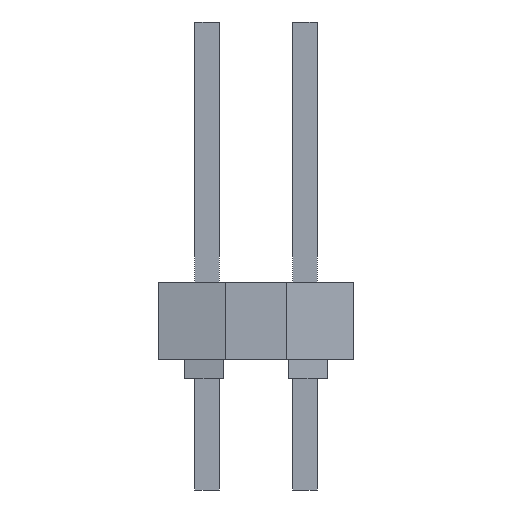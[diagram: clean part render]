
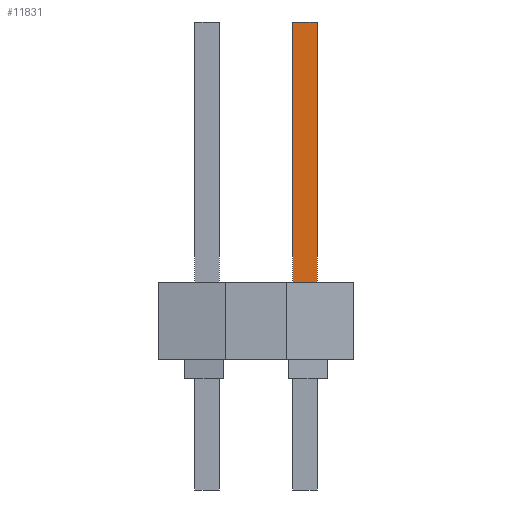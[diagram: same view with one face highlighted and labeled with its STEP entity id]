
A CAD part, front view. The second image highlights one B-rep face of the part: STEP entity #11831.
In plain terms, the highlighted planar face has unit normal (0, -1, 0).
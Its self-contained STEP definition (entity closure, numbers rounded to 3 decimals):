
#241=DIRECTION('',(1.,0.,0.));
#242=VECTOR('',#241,0.635);
#243=CARTESIAN_POINT('',(0.953,-7.938,2.5));
#244=LINE('',#243,#242);
#4714=DIRECTION('',(0.,0.,1.));
#4715=VECTOR('',#4714,6.75);
#4716=CARTESIAN_POINT('',(0.953,-7.938,2.5));
#4717=LINE('',#4716,#4715);
#4721=DIRECTION('',(1.,0.,0.));
#4722=VECTOR('',#4721,0.635);
#4723=CARTESIAN_POINT('',(0.953,-7.938,9.25));
#4724=LINE('',#4723,#4722);
#4728=DIRECTION('',(0.,0.,-1.));
#4729=VECTOR('',#4728,6.75);
#4730=CARTESIAN_POINT('',(1.588,-7.938,9.25));
#4731=LINE('',#4730,#4729);
#5765=CARTESIAN_POINT('',(0.953,-7.938,2.5));
#5766=VERTEX_POINT('',#5765);
#5767=CARTESIAN_POINT('',(1.588,-7.938,2.5));
#5768=VERTEX_POINT('',#5767);
#6537=CARTESIAN_POINT('',(1.588,-7.938,9.25));
#6538=VERTEX_POINT('',#6537);
#6539=CARTESIAN_POINT('',(0.953,-7.938,9.25));
#6540=VERTEX_POINT('',#6539);
#11818=CARTESIAN_POINT('',(0.,-7.938,1.5));
#11819=DIRECTION('',(0.,-1.,0.));
#11820=DIRECTION('',(-1.,0.,0.));
#11821=AXIS2_PLACEMENT_3D('',#11818,#11819,#11820);
#11822=PLANE('',#11821);
#11823=ORIENTED_EDGE('',*,*,#6844,.F.);
#11825=ORIENTED_EDGE('',*,*,#11824,.T.);
#11827=ORIENTED_EDGE('',*,*,#11826,.T.);
#11828=ORIENTED_EDGE('',*,*,#11798,.T.);
#11829=EDGE_LOOP('',(#11823,#11825,#11827,#11828));
#11830=FACE_OUTER_BOUND('',#11829,.F.);
#11831=ADVANCED_FACE('',(#11830),#11822,.T.);
#6844=EDGE_CURVE('',#5766,#5768,#244,.T.);
#11798=EDGE_CURVE('',#6538,#5768,#4731,.T.);
#11824=EDGE_CURVE('',#5766,#6540,#4717,.T.);
#11826=EDGE_CURVE('',#6540,#6538,#4724,.T.);
